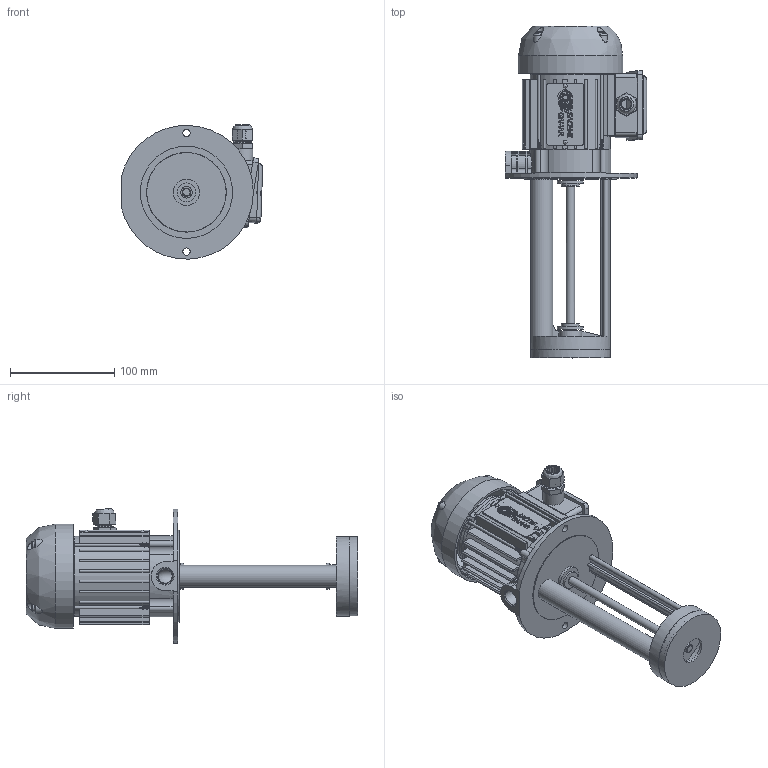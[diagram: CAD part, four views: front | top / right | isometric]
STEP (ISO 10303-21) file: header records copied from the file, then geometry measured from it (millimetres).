
FILE_DESCRIPTION(/* description */ (''),/* implementation_level */ '2;1');
FILE_NAME(/* name */ 'YT50IMA++180.stp',/* time_stamp */ '2019-05-17T17:48:19+02:00',/* author */ ('vgiaretta'),/* organization */ (''),/* preprocessor_version */ 'ST-DEVELOPER v17.2',/* originating_system */ 'Autodesk Inventor 2019',/* authorisation */ '');
FILE_SCHEMA (('AUTOMOTIVE_DESIGN { 1 0 10303 214 3 1 1 }'));
Products named in the file (1): YT50IMA++180_iLogic_Shrinkwrap
Bounding box: 135.68 x 318.7 x 128.97 mm (x, y, z)
Volume: 421782.3 mm3; surface area: 272058.2 mm2
Topology: 9 solids, 13 shells, 1761 faces, 5018 edges, 3300 vertices
Faces by surface type: plane 1033, cylinder 490, bspline 101, cone 86, torus 45, sphere 6
Full cylindrical faces by diameter (mm): 1.2 x2, 2.53 x6, 2.56 x12, 2.574 x1, 3 x2, 3.2 x1, 3.4 x4, 3.5 x2, 3.8 x4, 4 x4, 5.4 x4, 5.5 x4, 7 x2, 7.3 x4, 7.5 x2, 7.6 x2, 8 x4, 8.5 x2, 8.6 x4, 10 x1, 11 x2, 11.3 x1, 11.8 x2, 13.154 x1, 13.2 x1, 13.376 x1, 13.8 x1, 14.95 x1, 15.8 x1, 17.4 x2
Entity records: 65131 total; most frequent: CARTESIAN_POINT 16963, ORIENTED_EDGE 10020, DIRECTION 9272, EDGE_CURVE 5010, VERTEX_POINT 3306, AXIS2_PLACEMENT_3D 3188, LINE 2896, VECTOR 2896
